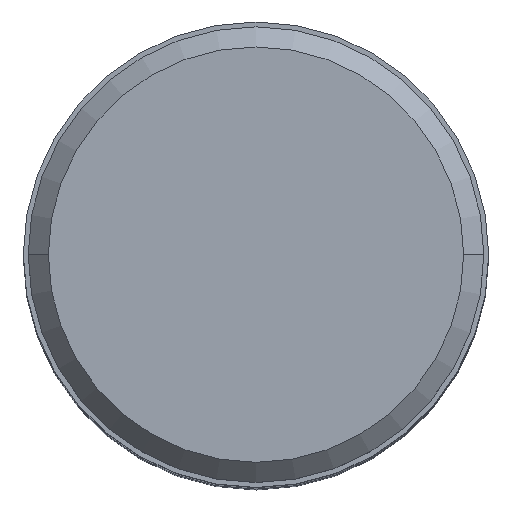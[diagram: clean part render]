
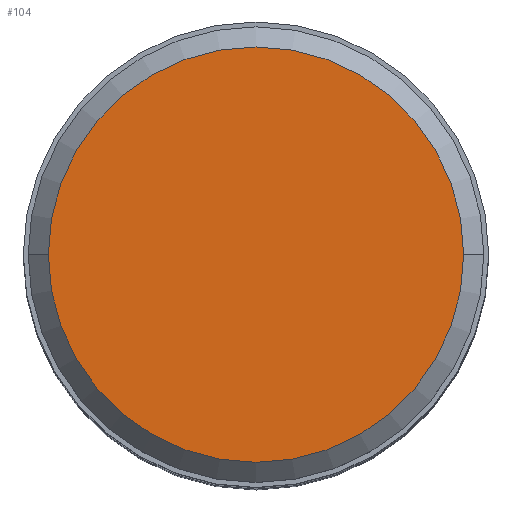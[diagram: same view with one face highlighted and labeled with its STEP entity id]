
A CAD part, top view. The second image highlights one B-rep face of the part: STEP entity #104.
In plain terms, the highlighted planar face has unit normal (0, 0, 1).
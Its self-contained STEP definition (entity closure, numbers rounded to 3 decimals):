
#44=PLANE('',#938);
#104=ADVANCED_FACE('',(#169),#44,.F.);
#169=FACE_OUTER_BOUND('',#221,.T.);
#221=EDGE_LOOP('',(#333,#334));
#333=ORIENTED_EDGE('',*,*,#559,.T.);
#334=ORIENTED_EDGE('',*,*,#560,.T.);
#483=VERTEX_POINT('',#1479);
#484=VERTEX_POINT('',#1480);
#559=EDGE_CURVE('',#483,#484,#663,.T.);
#560=EDGE_CURVE('',#484,#483,#664,.T.);
#663=CIRCLE('',#936,22.665);
#664=CIRCLE('',#937,22.665);
#936=AXIS2_PLACEMENT_3D('',#1478,#1148,#1149);
#937=AXIS2_PLACEMENT_3D('',#1481,#1150,#1151);
#938=AXIS2_PLACEMENT_3D('',#1482,#1152,#1153);
#1148=DIRECTION('',(0.,0.,1.));
#1149=DIRECTION('',(1.,0.,0.));
#1150=DIRECTION('',(0.,0.,1.));
#1151=DIRECTION('',(-1.,0.,0.));
#1152=DIRECTION('',(0.,0.,-1.));
#1153=DIRECTION('',(1.,0.,0.));
#1478=CARTESIAN_POINT('',(0.,0.,43.66));
#1479=CARTESIAN_POINT('',(22.665,0.,43.66));
#1480=CARTESIAN_POINT('',(-22.665,0.,43.66));
#1481=CARTESIAN_POINT('',(0.,0.,43.66));
#1482=CARTESIAN_POINT('',(0.,0.,43.66));
